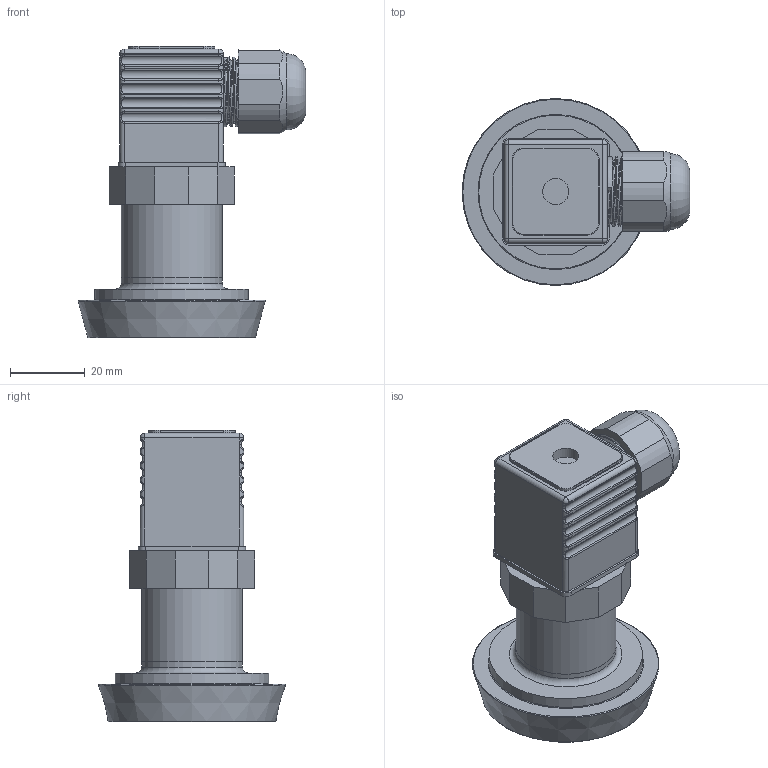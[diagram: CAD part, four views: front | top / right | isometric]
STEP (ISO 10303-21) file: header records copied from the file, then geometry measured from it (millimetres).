
FILE_DESCRIPTION(('STEP AP214'), '1');
FILE_NAME('ﾊﾓﾂﾔ.406233.41.ﾕ-ﾕ-ﾕ-010-10.10.3ﾕ', '', ('UNSPECIFIED'), ('UNSPECIFIED'), 'ASCON STEP Converter 1.6', 'ASCON Math Kernel', '');
FILE_SCHEMA(('AUTOMOTIVE_DESIGN { 1 0 10303 214 3 1 1}'));
Length unit declared in the file: millimetre
Products named in the file (10): ﾊﾓﾂﾔ.406233.41.ﾕ.ﾕ.ﾕ-010-10.10.31.11; 弝謹.715141.430.2085; ÊÓÔÂ.754521.420.826 (Êðûøêà ðåçüáîâàÿ); B313M27N0 扻艜魛譖; O-ring 22x1,8; 4480-19 + OM Ìîë.ãàéêà DN32 (0...10 áàð); 00066940; 4480-19-X
Assembly tree (11 placements, depth 3):
  ﾊﾓﾂﾔ.406233.41.ﾕ.ﾕ.ﾕ-010-10.10.31.11
    弝謹.715141.430.2085
    ÊÓÔÂ.754521.420.826 (Êðûøêà ðåçüáîâàÿ)  x2
    B313M27N0 扻艜魛譖  x2
    O-ring 22x1,8
    4480-19 + OM Ìîë.ãàéêà DN32 (0...10 áàð)
      00066940
      4480-19-X
    (unnamed)
    (unnamed)
Bounding box: 60.74 x 49.88 x 77.8 mm (x, y, z)
Volume: 66957.7 mm3; surface area: 31575.6 mm2
Topology: 10 solids, 10 shells, 724 faces, 1711 edges, 1066 vertices
Faces by surface type: plane 375, cylinder 222, torus 80, bspline 33, cone 10, sphere 4
Full cylindrical faces by diameter (mm): 0.4 x1, 0.6 x7, 1 x2, 4.5 x2, 6 x2, 7 x1, 8 x4, 8.4 x1, 10 x1, 15.078 x1, 17 x1, 18 x1, 18.6 x1, 19 x3, 21.5 x2, 22 x5, 22.9 x1, 24.5 x2, 24.75 x1, 25 x1, 25.376 x2, 26.9 x2, 41 x1
Entity records: 24558 total; most frequent: CARTESIAN_POINT 8910, DIRECTION 2304, ORIENTED_EDGE 2134, EDGE_CURVE 1067, AXIS2_PLACEMENT_3D 878, VERTEX_POINT 707, EDGE_LOOP 640, LINE 548
